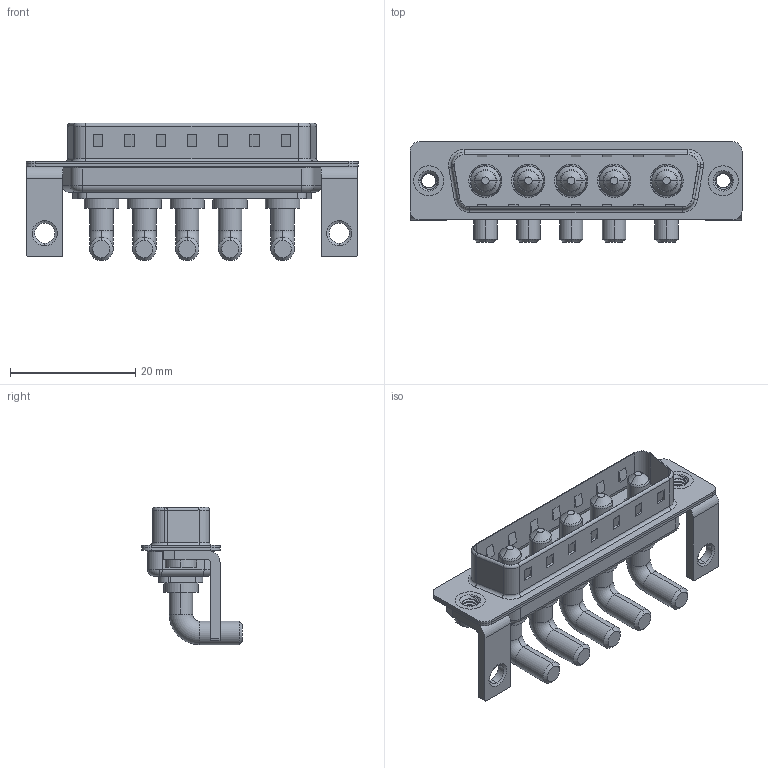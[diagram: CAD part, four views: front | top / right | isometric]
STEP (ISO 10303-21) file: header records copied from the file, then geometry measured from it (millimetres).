
FILE_DESCRIPTION (( 'STEP AP203' ), '1' );
FILE_NAME ('629-5W5-640-4NC.STEP', '2022-05-07T09:35:53', ( '' ), ( '' ), 'SwSTEP 2.0', 'SolidWorks 2020', '' );
FILE_SCHEMA (( 'CONFIG_CONTROL_DESIGN' ));
Length unit declared in the file: millimetre
Products named in the file (7): 629Combo Stabilizer Bracket; 629Combo Shell Front_25 Contacts; Power Pin_40A RA; 629-5W5-640-4NC; 629Combo Threaded Rivet_2; 629Combo Housing_5W5; 629Combo Shell Rear_25 Contacts
Assembly tree (12 placements, depth 2):
  629-5W5-640-4NC
    629Combo Housing_5W5
    629Combo Shell Rear_25 Contacts
    629Combo Shell Front_25 Contacts
    629Combo Threaded Rivet_2  x2
    629Combo Stabilizer Bracket  x2
    Power Pin_40A RA  x5
Bounding box: 53.05 x 16.05 x 21.98 mm (x, y, z)
Volume: 4078.4 mm3; surface area: 8008.1 mm2
Topology: 17 solids, 17 shells, 639 faces, 1545 edges, 966 vertices
Faces by surface type: cylinder 266, plane 241, torus 70, cone 51, bspline 11
Entity records: 15301 total; most frequent: CARTESIAN_POINT 3783, DIRECTION 2311, ORIENTED_EDGE 2156, EDGE_CURVE 1078, AXIS2_PLACEMENT_3D 843, VERTEX_POINT 680, LINE 625, VECTOR 625
